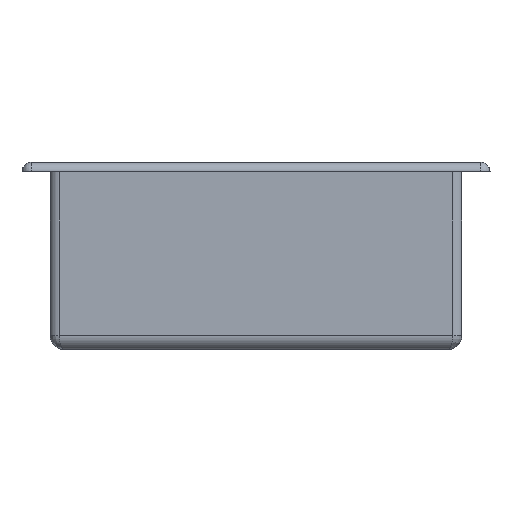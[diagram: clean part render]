
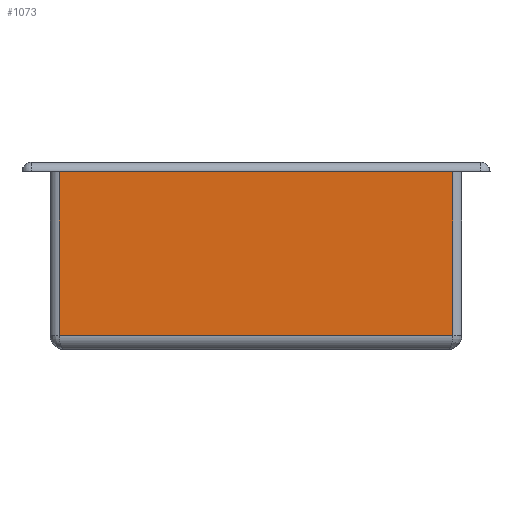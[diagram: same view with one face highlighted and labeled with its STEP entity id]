
A CAD part, front view. The second image highlights one B-rep face of the part: STEP entity #1073.
In plain terms, the highlighted planar face has unit normal (0, -1, 0).
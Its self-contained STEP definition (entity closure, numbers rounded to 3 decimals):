
#986=CARTESIAN_POINT('Line Origine',(40.,40.,-105.)) ;
#990=CARTESIAN_POINT('Vertex',(40.,40.,-10.)) ;
#992=CARTESIAN_POINT('Vertex',(40.,40.,-185.)) ;
#1043=CARTESIAN_POINT('Axis2P3D Location',(0.,40.,-10.)) ;
#1048=CARTESIAN_POINT('Line Origine',(460.,40.,-97.5)) ;
#1052=CARTESIAN_POINT('Vertex',(460.,40.,-10.)) ;
#1054=CARTESIAN_POINT('Vertex',(460.,40.,-185.)) ;
#1057=CARTESIAN_POINT('Line Origine',(250.,40.,-10.)) ;
#1062=CARTESIAN_POINT('Line Origine',(250.,40.,-185.)) ;
#987=DIRECTION('Vector Direction',(0.,0.,-1.)) ;
#1044=DIRECTION('Axis2P3D Direction',(0.,-1.,0.)) ;
#1045=DIRECTION('Axis2P3D XDirection',(0.,0.,-1.)) ;
#1049=DIRECTION('Vector Direction',(0.,0.,1.)) ;
#1058=DIRECTION('Vector Direction',(1.,0.,0.)) ;
#1063=DIRECTION('Vector Direction',(1.,0.,0.)) ;
#1046=AXIS2_PLACEMENT_3D('Plane Axis2P3D',#1043,#1044,#1045) ;
#1068=ORIENTED_EDGE('',*,*,#1056,.F.) ;
#1069=ORIENTED_EDGE('',*,*,#1061,.F.) ;
#1070=ORIENTED_EDGE('',*,*,#994,.T.) ;
#1071=ORIENTED_EDGE('',*,*,#1066,.F.) ;
#988=VECTOR('Line Direction',#987,1.) ;
#1050=VECTOR('Line Direction',#1049,1.) ;
#1059=VECTOR('Line Direction',#1058,1.) ;
#1064=VECTOR('Line Direction',#1063,1.) ;
#1073=ADVANCED_FACE('PartBody',(#1072),#1047,.T.) ;
#994=EDGE_CURVE('',#991,#993,#989,.T.) ;
#1056=EDGE_CURVE('',#1053,#1055,#1051,.F.) ;
#1061=EDGE_CURVE('',#991,#1053,#1060,.T.) ;
#1066=EDGE_CURVE('',#1055,#993,#1065,.F.) ;
#1067=EDGE_LOOP('',(#1068,#1069,#1070,#1071)) ;
#1072=FACE_OUTER_BOUND('',#1067,.T.) ;
#989=LINE('Line',#986,#988) ;
#1051=LINE('Line',#1048,#1050) ;
#1060=LINE('Line',#1057,#1059) ;
#1065=LINE('Line',#1062,#1064) ;
#1047=PLANE('Plane',#1046) ;
#991=VERTEX_POINT('',#990) ;
#993=VERTEX_POINT('',#992) ;
#1053=VERTEX_POINT('',#1052) ;
#1055=VERTEX_POINT('',#1054) ;
